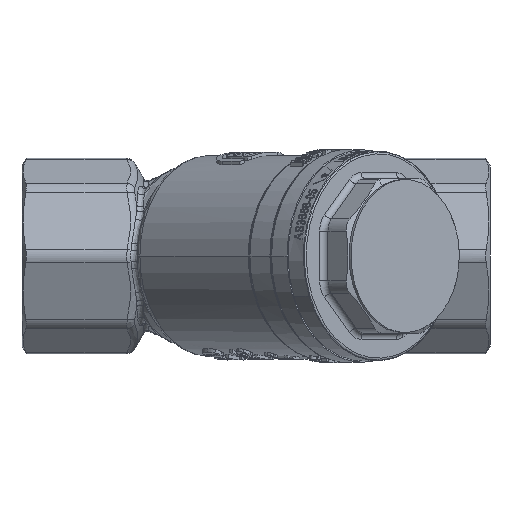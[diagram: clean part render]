
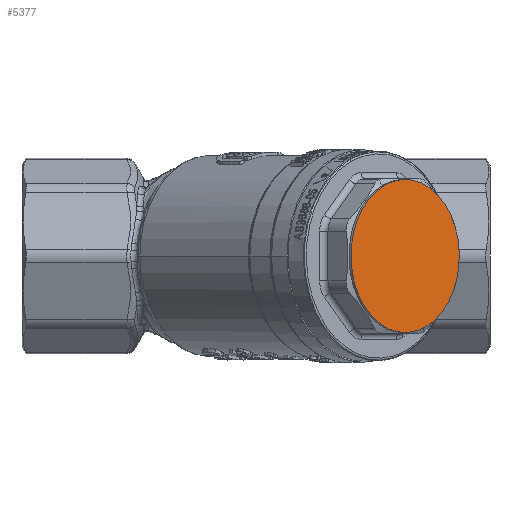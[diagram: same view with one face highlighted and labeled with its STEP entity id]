
A CAD part, front view. The second image highlights one B-rep face of the part: STEP entity #5377.
In plain terms, the highlighted planar face has unit normal (0.707, -0.707, 0).
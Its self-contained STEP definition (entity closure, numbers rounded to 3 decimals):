
#2763=CARTESIAN_POINT('',(39.315,-39.315,
0.));
#2764=DIRECTION('',(0.707,-0.707,0.));
#2765=DIRECTION('',(-0.271,-0.271,0.924));
#2766=AXIS2_PLACEMENT_3D('',#2763,#2764,#2765);
#2768=CARTESIAN_POINT('',(39.315,-39.315,
0.));
#2769=DIRECTION('',(0.707,-0.707,0.));
#2770=DIRECTION('',(0.271,0.271,-0.924));
#2771=AXIS2_PLACEMENT_3D('',#2768,#2769,#2770);
#3061=CARTESIAN_POINT('',(35.73,-42.901,12.241));
#3062=CARTESIAN_POINT('',(42.901,-35.73,
-12.241));
#3063=VERTEX_POINT('',#3061);
#3064=VERTEX_POINT('',#3062);
#5368=CARTESIAN_POINT('',(39.315,-39.315,
0.));
#5369=DIRECTION('',(-0.707,0.707,0.));
#5370=DIRECTION('',(0.271,0.271,-0.924));
#5371=AXIS2_PLACEMENT_3D('',#5368,#5369,#5370);
#5372=PLANE('',#5371);
#5373=ORIENTED_EDGE('',*,*,#3335,.F.);
#5374=ORIENTED_EDGE('',*,*,#5361,.F.);
#5375=EDGE_LOOP('',(#5373,#5374));
#5376=FACE_OUTER_BOUND('',#5375,.F.);
#5377=ADVANCED_FACE('',(#5376),#5372,.F.);
#2767=CIRCLE('',#2766,13.25);
#2772=CIRCLE('',#2771,13.25);
#3335=EDGE_CURVE('',#3063,#3064,#2767,.T.);
#5361=EDGE_CURVE('',#3064,#3063,#2772,.T.);
